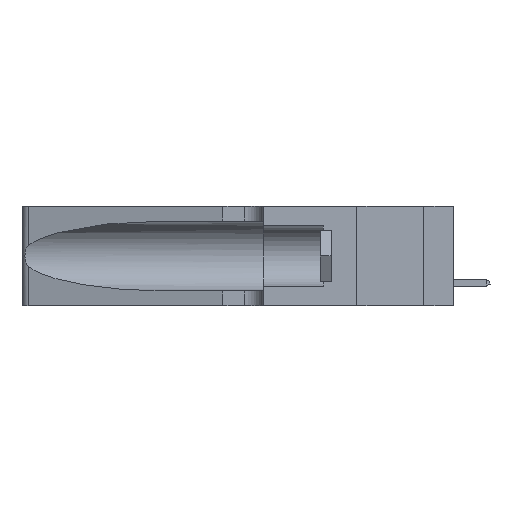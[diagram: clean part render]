
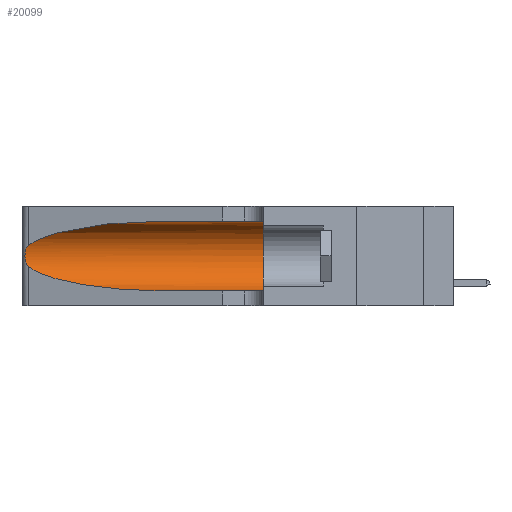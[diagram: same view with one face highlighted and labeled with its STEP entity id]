
A CAD part, left-side view. The second image highlights one B-rep face of the part: STEP entity #20099.
In plain terms, the highlighted cylindrical face has radius 3.308 mm (diameter 6.617 mm), a partial arc.
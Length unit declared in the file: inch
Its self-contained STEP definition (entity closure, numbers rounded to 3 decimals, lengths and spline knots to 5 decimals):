
#387 = VERTEX_POINT ( 'NONE', #3260 ) ;
#700 = DIRECTION ( 'NONE',  ( 0., 0., -1. ) ) ;
#1370 =( BOUNDED_CURVE ( )  B_SPLINE_CURVE ( 3, ( #3866, #21223, #12521, #29631 ),
 .UNSPECIFIED., .F., .F. ) 
 B_SPLINE_CURVE_WITH_KNOTS ( ( 4, 4 ),
 ( 3.44316, 4.71239 ),
 .UNSPECIFIED. ) 
 CURVE ( )  GEOMETRIC_REPRESENTATION_ITEM ( )  RATIONAL_B_SPLINE_CURVE ( ( 1., 0.87, 0.87, 1. ) ) 
 REPRESENTATION_ITEM ( '' )  );
#2262 = DIRECTION ( 'NONE',  ( 0., 0., 1. ) ) ;
#2767 = ORIENTED_EDGE ( 'NONE', *, *, #25580, .T. ) ;
#2935 = CARTESIAN_POINT ( 'NONE',  ( 0.25854, 1.2359, 0.20912 ) ) ;
#3260 = CARTESIAN_POINT ( 'NONE',  ( 0.1305, 0.35, 0.05475 ) ) ;
#3612 = B_SPLINE_CURVE_WITH_KNOTS ( 'NONE', 3,
 ( #34626, #21001, #23853, #20910, #2935, #36344, #16127, #29298, #26299, #28817, #31717, #35049, #12358, #26803 ),
 .UNSPECIFIED., .F., .F.,
 ( 4, 2, 2, 2, 2, 2, 4 ),
 ( 0., 0.00027, 0.00053, 0.00107, 0.0016, 0.00187, 0.00214 ),
 .UNSPECIFIED. ) ;
#3866 = CARTESIAN_POINT ( 'NONE',  ( 0.25487, 1.22718, 0.14631 ) ) ;
#4349 = DIRECTION ( 'NONE',  ( 0., -1., 0. ) ) ;
#4386 = EDGE_CURVE ( 'NONE', #24697, #387, #24490, .T. ) ;
#4659 = VERTEX_POINT ( 'NONE', #5367 ) ;
#5367 = CARTESIAN_POINT ( 'NONE',  ( 0.25487, 1.22718, 0.22369 ) ) ;
#5706 = VERTEX_POINT ( 'NONE', #36305 ) ;
#5821 = VECTOR ( 'NONE', #9401, 39.37008 ) ;
#7437 = CARTESIAN_POINT ( 'NONE',  ( 0.1305, 0.35, 0.185 ) ) ;
#7807 = DIRECTION ( 'NONE',  ( 0., 1., 0. ) ) ;
#8030 = ORIENTED_EDGE ( 'NONE', *, *, #15880, .T. ) ;
#8816 = ORIENTED_EDGE ( 'NONE', *, *, #4386, .F. ) ;
#9401 = DIRECTION ( 'NONE',  ( 0., -1., 0. ) ) ;
#10444 = AXIS2_PLACEMENT_3D ( 'NONE', #18052, #26568, #700 ) ;
#10469 = AXIS2_PLACEMENT_3D ( 'NONE', #7437, #7807, #2262 ) ;
#11363 =( BOUNDED_CURVE ( )  B_SPLINE_CURVE ( 3, ( #14922, #21235, #35106, #12284 ),
 .UNSPECIFIED., .F., .F. ) 
 B_SPLINE_CURVE_WITH_KNOTS ( ( 4, 4 ),
 ( 1.5708, 2.84003 ),
 .UNSPECIFIED. ) 
 CURVE ( )  GEOMETRIC_REPRESENTATION_ITEM ( )  RATIONAL_B_SPLINE_CURVE ( ( 1., 0.87, 0.87, 1. ) ) 
 REPRESENTATION_ITEM ( '' )  );
#12284 = CARTESIAN_POINT ( 'NONE',  ( 0.25487, 1.22718, 0.22369 ) ) ;
#12358 = CARTESIAN_POINT ( 'NONE',  ( 0.25555, 1.22993, 0.14849 ) ) ;
#12521 = CARTESIAN_POINT ( 'NONE',  ( 0.18966, 0.96281, 0.05475 ) ) ;
#14922 = CARTESIAN_POINT ( 'NONE',  ( 0.1305, 0.72297, 0.31525 ) ) ;
#14929 = ORIENTED_EDGE ( 'NONE', *, *, #33289, .T. ) ;
#15880 = EDGE_CURVE ( 'NONE', #16800, #387, #31384, .T. ) ;
#16127 = CARTESIAN_POINT ( 'NONE',  ( 0.26075, 1.23896, 0.19203 ) ) ;
#16800 = VERTEX_POINT ( 'NONE', #28338 ) ;
#17264 = EDGE_CURVE ( 'NONE', #4659, #18783, #3612, .T. ) ;
#18052 = CARTESIAN_POINT ( 'NONE',  ( 0.1305, 1.61858, 0.185 ) ) ;
#18442 = CARTESIAN_POINT ( 'NONE',  ( 0.1305, 1.61858, 0.31525 ) ) ;
#18783 = VERTEX_POINT ( 'NONE', #28495 ) ;
#20099 = ADVANCED_FACE ( 'NONE', ( #21260 ), #36026, .F. ) ;
#20910 = CARTESIAN_POINT ( 'NONE',  ( 0.25787, 1.23484, 0.2124 ) ) ;
#21001 = CARTESIAN_POINT ( 'NONE',  ( 0.25555, 1.22994, 0.2215 ) ) ;
#21223 = CARTESIAN_POINT ( 'NONE',  ( 0.2373, 1.15595, 0.08982 ) ) ;
#21235 = CARTESIAN_POINT ( 'NONE',  ( 0.18966, 0.96281, 0.31525 ) ) ;
#21260 = FACE_OUTER_BOUND ( 'NONE', #34844, .T. ) ;
#22169 = ORIENTED_EDGE ( 'NONE', *, *, #17264, .T. ) ;
#22276 = ORIENTED_EDGE ( 'NONE', *, *, #24039, .F. ) ;
#23853 = CARTESIAN_POINT ( 'NONE',  ( 0.25639, 1.23184, 0.21858 ) ) ;
#24039 = EDGE_CURVE ( 'NONE', #5706, #24697, #28730, .T. ) ;
#24490 = CIRCLE ( 'NONE', #10469, 0.13025 ) ;
#24697 = VERTEX_POINT ( 'NONE', #33239 ) ;
#25580 = EDGE_CURVE ( 'NONE', #5706, #4659, #11363, .T. ) ;
#26299 = CARTESIAN_POINT ( 'NONE',  ( 0.26017, 1.23833, 0.17102 ) ) ;
#26434 = CARTESIAN_POINT ( 'NONE',  ( 0.1305, 1.61858, 0.05475 ) ) ;
#26568 = DIRECTION ( 'NONE',  ( 0., -1., 0. ) ) ;
#26803 = CARTESIAN_POINT ( 'NONE',  ( 0.25487, 1.22718, 0.14631 ) ) ;
#28338 = CARTESIAN_POINT ( 'NONE',  ( 0.1305, 0.72297, 0.05475 ) ) ;
#28495 = CARTESIAN_POINT ( 'NONE',  ( 0.25487, 1.22718, 0.14631 ) ) ;
#28730 = LINE ( 'NONE', #18442, #34970 ) ;
#28817 = CARTESIAN_POINT ( 'NONE',  ( 0.25856, 1.23593, 0.16098 ) ) ;
#29298 = CARTESIAN_POINT ( 'NONE',  ( 0.26075, 1.23896, 0.178 ) ) ;
#29631 = CARTESIAN_POINT ( 'NONE',  ( 0.1305, 0.72297, 0.05475 ) ) ;
#31384 = LINE ( 'NONE', #26434, #5821 ) ;
#31717 = CARTESIAN_POINT ( 'NONE',  ( 0.25789, 1.23486, 0.15765 ) ) ;
#33239 = CARTESIAN_POINT ( 'NONE',  ( 0.1305, 0.35, 0.31525 ) ) ;
#33289 = EDGE_CURVE ( 'NONE', #18783, #16800, #1370, .T. ) ;
#34626 = CARTESIAN_POINT ( 'NONE',  ( 0.25487, 1.22718, 0.22369 ) ) ;
#34844 = EDGE_LOOP ( 'NONE', ( #2767, #22169, #14929, #8030, #8816, #22276 ) ) ;
#34970 = VECTOR ( 'NONE', #4349, 39.37008 ) ;
#35049 = CARTESIAN_POINT ( 'NONE',  ( 0.25639, 1.23186, 0.15144 ) ) ;
#35106 = CARTESIAN_POINT ( 'NONE',  ( 0.2373, 1.15595, 0.28018 ) ) ;
#36026 = CYLINDRICAL_SURFACE ( 'NONE', #10444, 0.13025 ) ;
#36305 = CARTESIAN_POINT ( 'NONE',  ( 0.1305, 0.72297, 0.31525 ) ) ;
#36344 = CARTESIAN_POINT ( 'NONE',  ( 0.26018, 1.23835, 0.19895 ) ) ;
